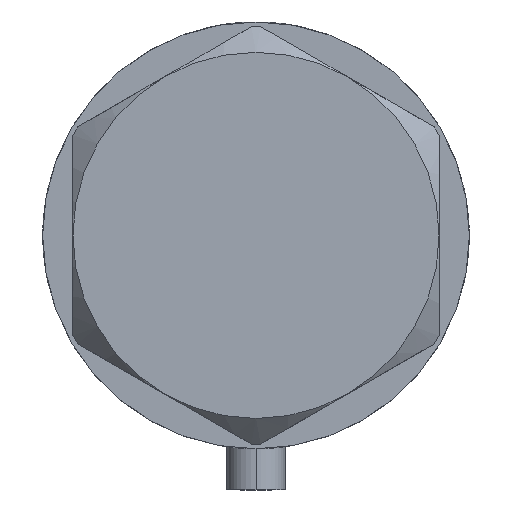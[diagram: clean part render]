
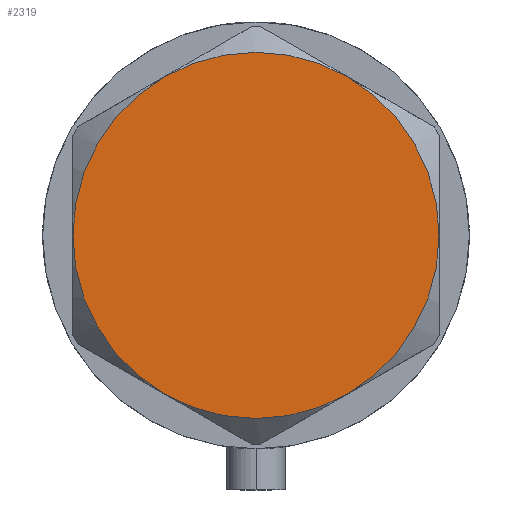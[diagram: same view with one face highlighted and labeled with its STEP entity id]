
A CAD part, left-side view. The second image highlights one B-rep face of the part: STEP entity #2319.
In plain terms, the highlighted face is planar.
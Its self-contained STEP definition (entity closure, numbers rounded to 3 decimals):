
#32 = CARTESIAN_POINT ( 'NONE',  ( -18.875, -32.692, 13. ) ) ;
#90 = EDGE_CURVE ( 'NONE', #2370, #3860, #1771, .T. ) ;
#111 = CIRCLE ( 'NONE', #2453, 37.75 ) ;
#221 = VERTEX_POINT ( 'NONE', #3573 ) ;
#286 = DIRECTION ( 'NONE',  ( 0., 0., 1. ) ) ;
#366 = DIRECTION ( 'NONE',  ( 1., 0., 0. ) ) ;
#527 = VERTEX_POINT ( 'NONE', #2136 ) ;
#531 = EDGE_LOOP ( 'NONE', ( #2472, #2704, #1362, #2288, #3147, #3812 ) ) ;
#804 = VERTEX_POINT ( 'NONE', #2361 ) ;
#812 = DIRECTION ( 'NONE',  ( 1., 0., 0. ) ) ;
#869 = CARTESIAN_POINT ( 'NONE',  ( -18.875, 32.692, 13. ) ) ;
#876 = DIRECTION ( 'NONE',  ( 0., 0., 1. ) ) ;
#1012 = DIRECTION ( 'NONE',  ( 0., 0., 1. ) ) ;
#1074 = EDGE_CURVE ( 'NONE', #1255, #804, #3766, .T. ) ;
#1255 = VERTEX_POINT ( 'NONE', #32 ) ;
#1348 = AXIS2_PLACEMENT_3D ( 'NONE', #3105, #1385, #366 ) ;
#1362 = ORIENTED_EDGE ( 'NONE', *, *, #3530, .T. ) ;
#1385 = DIRECTION ( 'NONE',  ( 0., 0., 1. ) ) ;
#1537 = DIRECTION ( 'NONE',  ( 1., 0., 0. ) ) ;
#1580 = CARTESIAN_POINT ( 'NONE',  ( 0., 0., 13. ) ) ;
#1584 = EDGE_CURVE ( 'NONE', #221, #527, #4446, .T. ) ;
#1586 = AXIS2_PLACEMENT_3D ( 'NONE', #3581, #876, #1537 ) ;
#1657 = AXIS2_PLACEMENT_3D ( 'NONE', #2132, #3486, #2852 ) ;
#1771 = CIRCLE ( 'NONE', #4358, 37.75 ) ;
#1906 = DIRECTION ( 'NONE',  ( 0., 0., 1. ) ) ;
#2132 = CARTESIAN_POINT ( 'NONE',  ( 0., 0., 13. ) ) ;
#2136 = CARTESIAN_POINT ( 'NONE',  ( 18.875, 32.692, 13. ) ) ;
#2181 = CARTESIAN_POINT ( 'NONE',  ( 0., 0., 13. ) ) ;
#2288 = ORIENTED_EDGE ( 'NONE', *, *, #90, .T. ) ;
#2319 = ADVANCED_FACE ( 'NONE', ( #3300 ), #4376, .T. ) ;
#2361 = CARTESIAN_POINT ( 'NONE',  ( 18.875, -32.692, 13. ) ) ;
#2370 = VERTEX_POINT ( 'NONE', #869 ) ;
#2415 = DIRECTION ( 'NONE',  ( 1., 0., 0. ) ) ;
#2453 = AXIS2_PLACEMENT_3D ( 'NONE', #1580, #286, #2635 ) ;
#2472 = ORIENTED_EDGE ( 'NONE', *, *, #3693, .T. ) ;
#2522 = DIRECTION ( 'NONE',  ( 0., 0., 1. ) ) ;
#2635 = DIRECTION ( 'NONE',  ( 1., 0., 0. ) ) ;
#2704 = ORIENTED_EDGE ( 'NONE', *, *, #1584, .T. ) ;
#2852 = DIRECTION ( 'NONE',  ( 1., 0., 0. ) ) ;
#2961 = AXIS2_PLACEMENT_3D ( 'NONE', #2181, #1906, #812 ) ;
#3105 = CARTESIAN_POINT ( 'NONE',  ( 0., 0., 13. ) ) ;
#3147 = ORIENTED_EDGE ( 'NONE', *, *, #3569, .T. ) ;
#3300 = FACE_OUTER_BOUND ( 'NONE', #531, .T. ) ;
#3486 = DIRECTION ( 'NONE',  ( 0., 0., 1. ) ) ;
#3530 = EDGE_CURVE ( 'NONE', #527, #2370, #111, .T. ) ;
#3569 = EDGE_CURVE ( 'NONE', #3860, #1255, #3628, .T. ) ;
#3573 = CARTESIAN_POINT ( 'NONE',  ( 37.75, 0., 13. ) ) ;
#3581 = CARTESIAN_POINT ( 'NONE',  ( 0., 0., 13. ) ) ;
#3628 = CIRCLE ( 'NONE', #1657, 37.75 ) ;
#3632 = CIRCLE ( 'NONE', #1586, 37.75 ) ;
#3693 = EDGE_CURVE ( 'NONE', #804, #221, #3632, .T. ) ;
#3766 = CIRCLE ( 'NONE', #1348, 37.75 ) ;
#3770 = AXIS2_PLACEMENT_3D ( 'NONE', #4164, #1012, #2415 ) ;
#3812 = ORIENTED_EDGE ( 'NONE', *, *, #1074, .T. ) ;
#3860 = VERTEX_POINT ( 'NONE', #4056 ) ;
#3936 = CARTESIAN_POINT ( 'NONE',  ( 0., 0., 13. ) ) ;
#4056 = CARTESIAN_POINT ( 'NONE',  ( -37.75, 0., 13. ) ) ;
#4164 = CARTESIAN_POINT ( 'NONE',  ( 0., 0., 13. ) ) ;
#4308 = DIRECTION ( 'NONE',  ( 1., 0., 0. ) ) ;
#4358 = AXIS2_PLACEMENT_3D ( 'NONE', #3936, #2522, #4308 ) ;
#4376 = PLANE ( 'NONE',  #2961 ) ;
#4446 = CIRCLE ( 'NONE', #3770, 37.75 ) ;
